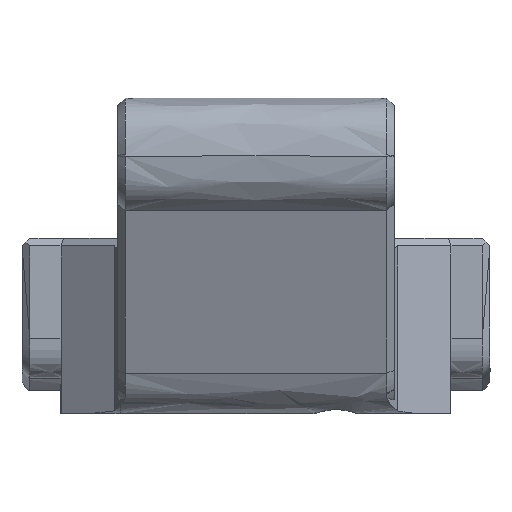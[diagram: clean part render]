
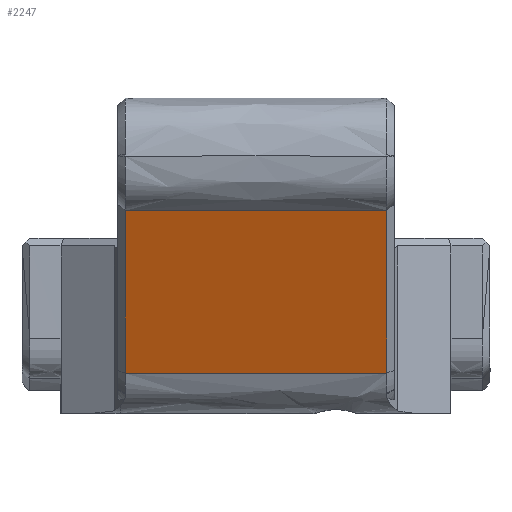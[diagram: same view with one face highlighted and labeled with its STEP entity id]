
A CAD part, top view. The second image highlights one B-rep face of the part: STEP entity #2247.
In plain terms, the highlighted planar face has unit normal (0, -0.355, 0.935).
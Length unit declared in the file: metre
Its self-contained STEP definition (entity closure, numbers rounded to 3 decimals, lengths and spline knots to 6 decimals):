
#65=PLANE('',#2420);
#264=LINE('',#3415,#475);
#397=LINE('',#3945,#608);
#415=LINE('',#4043,#626);
#416=LINE('',#4044,#627);
#475=VECTOR('',#2511,1.);
#608=VECTOR('',#2796,1.);
#626=VECTOR('',#2840,1.);
#627=VECTOR('',#2841,1.);
#1070=ORIENTED_EDGE('',*,*,#1600,.T.);
#1071=ORIENTED_EDGE('',*,*,#1384,.T.);
#1072=ORIENTED_EDGE('',*,*,#1601,.T.);
#1073=ORIENTED_EDGE('',*,*,#1574,.T.);
#1384=EDGE_CURVE('',#1680,#1682,#264,.T.);
#1574=EDGE_CURVE('',#1846,#1845,#397,.T.);
#1600=EDGE_CURVE('',#1845,#1680,#415,.T.);
#1601=EDGE_CURVE('',#1682,#1846,#416,.T.);
#1680=VERTEX_POINT('',#3038);
#1682=VERTEX_POINT('',#3095);
#1845=VERTEX_POINT('',#3944);
#1846=VERTEX_POINT('',#3946);
#1962=EDGE_LOOP('',(#1070,#1071,#1072,#1073));
#2101=FACE_BOUND('',#1962,.T.);
#2247=ADVANCED_FACE('',(#2101),#65,.F.);
#2420=AXIS2_PLACEMENT_3D('',#4042,#2838,#2839);
#2511=DIRECTION('',(-1.,0.,0.));
#2796=DIRECTION('',(1.,0.,0.));
#2838=DIRECTION('',(0.,0.355,-0.935));
#2839=DIRECTION('',(0.,0.935,0.355));
#2840=DIRECTION('',(0.,0.935,0.355));
#2841=DIRECTION('',(0.,-0.935,-0.355));
#3038=CARTESIAN_POINT('',(0.02671,-0.064834,-0.027147));
#3095=CARTESIAN_POINT('',(0.01331,-0.064834,-0.027147));
#3415=CARTESIAN_POINT('',(0.02001,-0.064834,-0.027147));
#3944=CARTESIAN_POINT('',(0.02671,-0.073156,-0.03031));
#3945=CARTESIAN_POINT('',(0.02001,-0.073161,-0.030312));
#3946=CARTESIAN_POINT('',(0.01331,-0.07316,-0.030312));
#4042=CARTESIAN_POINT('',(0.02711,-0.066195,-0.027664));
#4043=CARTESIAN_POINT('',(0.02671,-0.066195,-0.027664));
#4044=CARTESIAN_POINT('',(0.01331,-0.073161,-0.030312));
